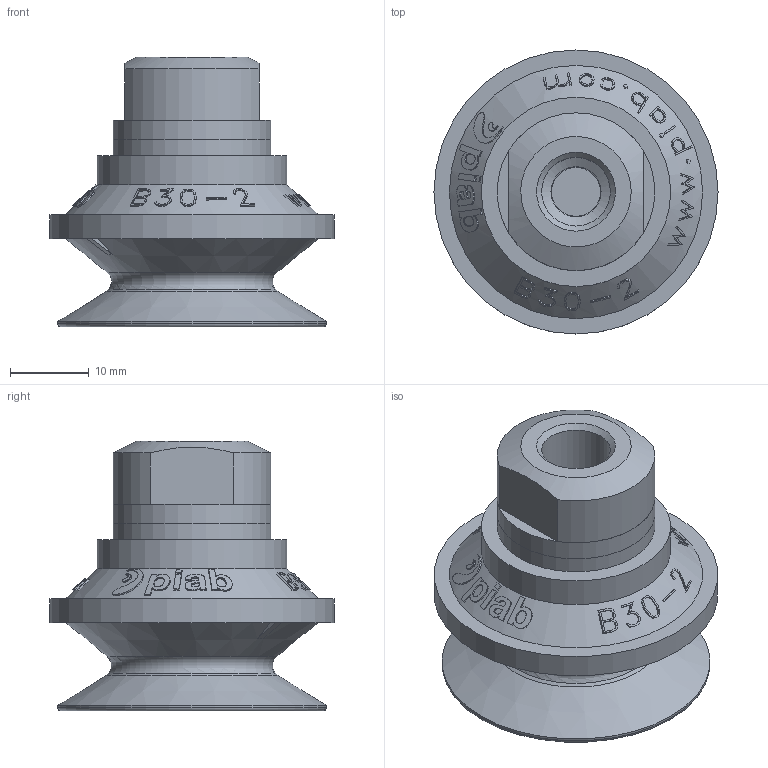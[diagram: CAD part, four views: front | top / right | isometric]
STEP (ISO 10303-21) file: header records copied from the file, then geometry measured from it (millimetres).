
FILE_DESCRIPTION(/* description */ ('Unknown'),/* implementation_level */ '2;1');
FILE_NAME(/* name */ 'S_A006_B012',/* time_stamp */ '2018-11-01T10:33:38+01:00',/* author */ ('Unknown'),/* organization */ ('Unknown'),/* preprocessor_version */ 'ST-DEVELOPER v16.7',/* originating_system */ 'DEX',/* authorisation */ $);
FILE_SCHEMA (('AUTOMOTIVE_DESIGN {1 0 10303 214 3 1 1}'));
Length unit declared in the file: millimetre
Products named in the file (5): S_A006_B012; A006_B30-2; B012_Fitting 40 04AA
Assembly tree (4 placements, depth 3):
  S_A006_B012
    A006_B30-2
      A006_B30-2
    B012_Fitting 40 04AA
      B012_Fitting 40 04AA
Bounding box: 36 x 36 x 34.2 mm (x, y, z)
Volume: 14144.7 mm3; surface area: 7353.7 mm2
Topology: 2 solids, 2 shells, 697 faces, 1881 edges, 1229 vertices
Faces by surface type: plane 423, bspline 141, cylinder 59, cone 43, sphere 28, torus 3
Full cylindrical faces by diameter (mm): 6.35 x1, 8.7 x1, 10 x1, 20 x2, 24 x1, 34 x1, 36 x1
Entity records: 28879 total; most frequent: CARTESIAN_POINT 9253, ORIENTED_EDGE 3704, DIRECTION 1923, EDGE_CURVE 1852, VERTEX_POINT 1220, B_SPLINE_CURVE_WITH_KNOTS 1204, EDGE_LOOP 760, FACE_BOUND 760
